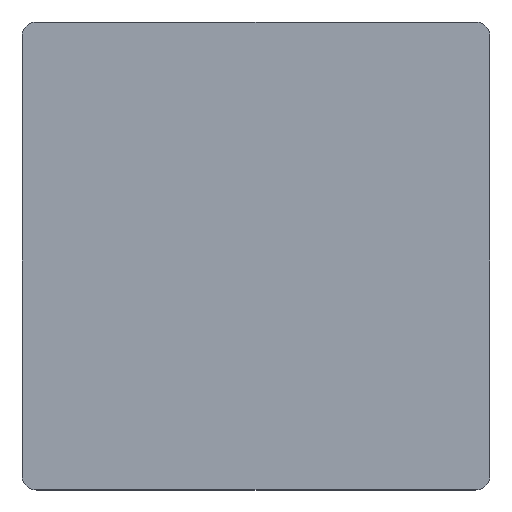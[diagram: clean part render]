
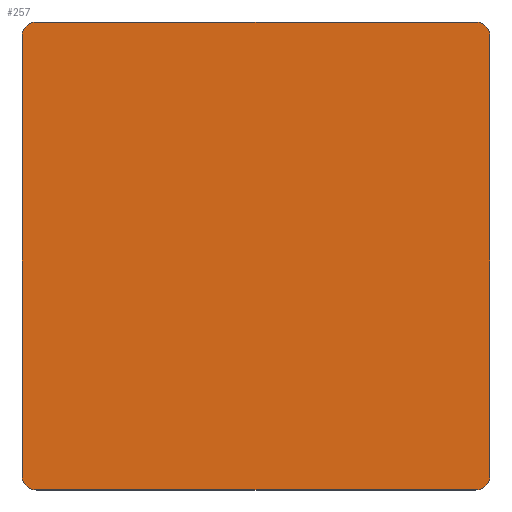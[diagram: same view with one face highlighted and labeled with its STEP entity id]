
A CAD part, top view. The second image highlights one B-rep face of the part: STEP entity #257.
In plain terms, the highlighted planar face has unit normal (0, 0, 1).
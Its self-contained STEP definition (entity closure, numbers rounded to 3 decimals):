
#27=CIRCLE('',#290,2.5);
#28=CIRCLE('',#291,2.5);
#29=CIRCLE('',#292,2.5);
#30=CIRCLE('',#293,2.5);
#47=FACE_OUTER_BOUND('',#65,.T.);
#65=EDGE_LOOP('',(#191,#192,#193,#194,#195,#196,#197,#198));
#81=LINE('',#417,#101);
#85=LINE('',#426,#105);
#89=LINE('',#435,#109);
#91=LINE('',#440,#111);
#101=VECTOR('',#325,1000.);
#105=VECTOR('',#331,1000.);
#109=VECTOR('',#337,1000.);
#111=VECTOR('',#341,1000.);
#121=VERTEX_POINT('',#414);
#122=VERTEX_POINT('',#416);
#125=VERTEX_POINT('',#423);
#126=VERTEX_POINT('',#425);
#129=VERTEX_POINT('',#432);
#130=VERTEX_POINT('',#434);
#131=VERTEX_POINT('',#438);
#132=VERTEX_POINT('',#439);
#141=EDGE_CURVE('',#122,#121,#81,.T.);
#145=EDGE_CURVE('',#126,#125,#85,.T.);
#149=EDGE_CURVE('',#130,#129,#89,.T.);
#151=EDGE_CURVE('',#131,#132,#91,.T.);
#155=EDGE_CURVE('',#129,#131,#27,.T.);
#156=EDGE_CURVE('',#132,#122,#28,.T.);
#157=EDGE_CURVE('',#121,#126,#29,.T.);
#158=EDGE_CURVE('',#125,#130,#30,.T.);
#191=ORIENTED_EDGE('',*,*,#149,.T.);
#192=ORIENTED_EDGE('',*,*,#155,.T.);
#193=ORIENTED_EDGE('',*,*,#151,.T.);
#194=ORIENTED_EDGE('',*,*,#156,.T.);
#195=ORIENTED_EDGE('',*,*,#141,.T.);
#196=ORIENTED_EDGE('',*,*,#157,.T.);
#197=ORIENTED_EDGE('',*,*,#145,.T.);
#198=ORIENTED_EDGE('',*,*,#158,.T.);
#251=PLANE('',#289);
#257=ADVANCED_FACE('',(#47),#251,.T.);
#289=AXIS2_PLACEMENT_3D('',#446,#345,#346);
#290=AXIS2_PLACEMENT_3D('',#447,#347,#348);
#291=AXIS2_PLACEMENT_3D('',#448,#349,#350);
#292=AXIS2_PLACEMENT_3D('',#449,#351,#352);
#293=AXIS2_PLACEMENT_3D('',#450,#353,#354);
#325=DIRECTION('',(0.,-1.,0.));
#331=DIRECTION('',(1.,0.,0.));
#337=DIRECTION('',(0.,1.,0.));
#341=DIRECTION('',(-1.,0.,0.));
#345=DIRECTION('center_axis',(0.,0.,1.));
#346=DIRECTION('ref_axis',(1.,0.,0.));
#347=DIRECTION('center_axis',(0.,0.,1.));
#348=DIRECTION('ref_axis',(1.,0.,0.));
#349=DIRECTION('center_axis',(0.,0.,1.));
#350=DIRECTION('ref_axis',(1.,0.,0.));
#351=DIRECTION('center_axis',(0.,0.,1.));
#352=DIRECTION('ref_axis',(1.,0.,0.));
#353=DIRECTION('center_axis',(0.,0.,1.));
#354=DIRECTION('ref_axis',(1.,0.,0.));
#414=CARTESIAN_POINT('',(-40.,-37.5,4.));
#416=CARTESIAN_POINT('',(-40.,37.5,4.));
#417=CARTESIAN_POINT('',(-40.,40.,4.));
#423=CARTESIAN_POINT('',(37.5,-40.,4.));
#425=CARTESIAN_POINT('',(-37.5,-40.,4.));
#426=CARTESIAN_POINT('',(-40.,-40.,4.));
#432=CARTESIAN_POINT('',(40.,37.5,4.));
#434=CARTESIAN_POINT('',(40.,-37.5,4.));
#435=CARTESIAN_POINT('',(40.,40.,4.));
#438=CARTESIAN_POINT('',(37.5,40.,4.));
#439=CARTESIAN_POINT('',(-37.5,40.,4.));
#440=CARTESIAN_POINT('',(-40.,40.,4.));
#446=CARTESIAN_POINT('Origin',(0.,0.,4.));
#447=CARTESIAN_POINT('Origin',(37.5,37.5,4.));
#448=CARTESIAN_POINT('Origin',(-37.5,37.5,4.));
#449=CARTESIAN_POINT('Origin',(-37.5,-37.5,4.));
#450=CARTESIAN_POINT('Origin',(37.5,-37.5,4.));
